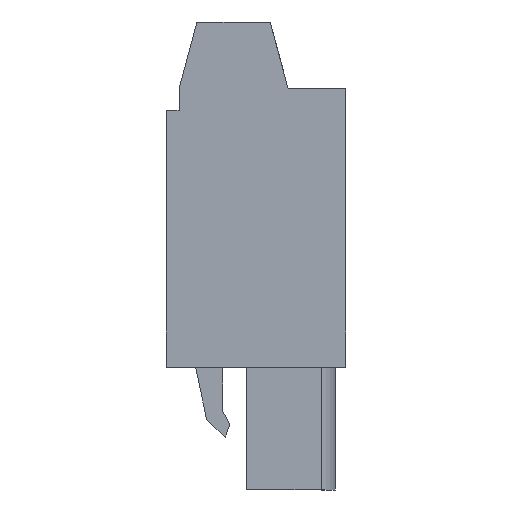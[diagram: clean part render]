
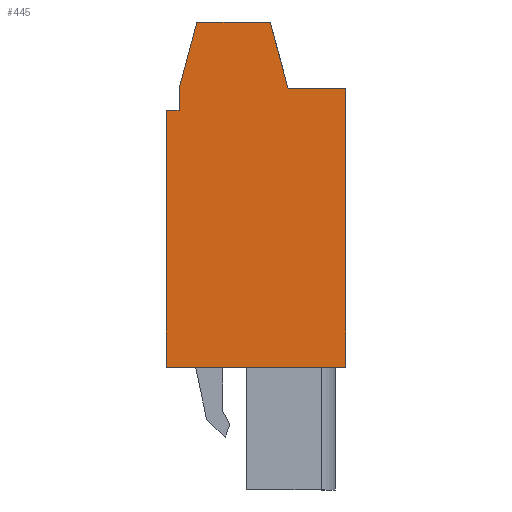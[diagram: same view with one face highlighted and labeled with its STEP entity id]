
A CAD part, left-side view. The second image highlights one B-rep face of the part: STEP entity #445.
In plain terms, the highlighted planar face has unit normal (-1, 0, 0).
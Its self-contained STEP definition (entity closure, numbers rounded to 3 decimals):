
#385=AXIS2_PLACEMENT_3D('Plane Axis2P3D',#382,#383,#384) ;
#49=CARTESIAN_POINT('Vertex',(0.,12.2,25.8)) ;
#52=CARTESIAN_POINT('Line Origine',(0.,11.763,25.8)) ;
#56=CARTESIAN_POINT('Vertex',(0.,11.325,25.8)) ;
#129=CARTESIAN_POINT('Vertex',(0.,12.2,8.35)) ;
#132=CARTESIAN_POINT('Line Origine',(0.,12.2,17.075)) ;
#382=CARTESIAN_POINT('Axis2P3D Location',(0.,-0.45,0.)) ;
#387=CARTESIAN_POINT('Line Origine',(0.,6.1,8.35)) ;
#391=CARTESIAN_POINT('Vertex',(0.,0.,8.35)) ;
#394=CARTESIAN_POINT('Line Origine',(0.,0.,17.825)) ;
#398=CARTESIAN_POINT('Vertex',(0.,0.,27.3)) ;
#401=CARTESIAN_POINT('Line Origine',(0.,1.962,27.3)) ;
#405=CARTESIAN_POINT('Vertex',(0.,3.925,27.3)) ;
#408=CARTESIAN_POINT('Line Origine',(0.,4.528,29.55)) ;
#412=CARTESIAN_POINT('Vertex',(0.,5.131,31.8)) ;
#415=CARTESIAN_POINT('Line Origine',(0.,7.625,31.8)) ;
#419=CARTESIAN_POINT('Vertex',(0.,10.119,31.8)) ;
#422=CARTESIAN_POINT('Line Origine',(0.,10.722,29.55)) ;
#426=CARTESIAN_POINT('Vertex',(0.,11.325,27.3)) ;
#429=CARTESIAN_POINT('Line Origine',(0.,11.325,26.55)) ;
#53=DIRECTION('Vector Direction',(0.,1.,0.)) ;
#133=DIRECTION('Vector Direction',(0.,0.,-1.)) ;
#383=DIRECTION('Axis2P3D Direction',(-1.,0.,0.)) ;
#384=DIRECTION('Axis2P3D XDirection',(0.,0.,1.)) ;
#388=DIRECTION('Vector Direction',(0.,-1.,0.)) ;
#395=DIRECTION('Vector Direction',(0.,0.,1.)) ;
#402=DIRECTION('Vector Direction',(0.,1.,0.)) ;
#409=DIRECTION('Vector Direction',(0.,0.259,0.966)) ;
#416=DIRECTION('Vector Direction',(0.,1.,0.)) ;
#423=DIRECTION('Vector Direction',(0.,0.259,-0.966)) ;
#430=DIRECTION('Vector Direction',(0.,0.,-1.)) ;
#54=VECTOR('Line Direction',#53,1.) ;
#134=VECTOR('Line Direction',#133,1.) ;
#389=VECTOR('Line Direction',#388,1.) ;
#396=VECTOR('Line Direction',#395,1.) ;
#403=VECTOR('Line Direction',#402,1.) ;
#410=VECTOR('Line Direction',#409,1.) ;
#417=VECTOR('Line Direction',#416,1.) ;
#424=VECTOR('Line Direction',#423,1.) ;
#431=VECTOR('Line Direction',#430,1.) ;
#435=ORIENTED_EDGE('',*,*,#393,.T.) ;
#436=ORIENTED_EDGE('',*,*,#400,.T.) ;
#437=ORIENTED_EDGE('',*,*,#407,.T.) ;
#438=ORIENTED_EDGE('',*,*,#414,.T.) ;
#439=ORIENTED_EDGE('',*,*,#421,.T.) ;
#440=ORIENTED_EDGE('',*,*,#428,.T.) ;
#441=ORIENTED_EDGE('',*,*,#433,.T.) ;
#442=ORIENTED_EDGE('',*,*,#58,.T.) ;
#443=ORIENTED_EDGE('',*,*,#136,.T.) ;
#445=ADVANCED_FACE('HOUSING',(#444),#386,.T.) ;
#58=EDGE_CURVE('',#57,#50,#55,.T.) ;
#136=EDGE_CURVE('',#50,#130,#135,.T.) ;
#393=EDGE_CURVE('',#130,#392,#390,.T.) ;
#400=EDGE_CURVE('',#392,#399,#397,.T.) ;
#407=EDGE_CURVE('',#399,#406,#404,.T.) ;
#414=EDGE_CURVE('',#406,#413,#411,.T.) ;
#421=EDGE_CURVE('',#413,#420,#418,.T.) ;
#428=EDGE_CURVE('',#420,#427,#425,.T.) ;
#433=EDGE_CURVE('',#427,#57,#432,.T.) ;
#434=EDGE_LOOP('',(#435,#436,#437,#438,#439,#440,#441,#442,#443)) ;
#444=FACE_OUTER_BOUND('',#434,.T.) ;
#55=LINE('Line',#52,#54) ;
#135=LINE('Line',#132,#134) ;
#390=LINE('Line',#387,#389) ;
#397=LINE('Line',#394,#396) ;
#404=LINE('Line',#401,#403) ;
#411=LINE('Line',#408,#410) ;
#418=LINE('Line',#415,#417) ;
#425=LINE('Line',#422,#424) ;
#432=LINE('Line',#429,#431) ;
#386=PLANE('',#385) ;
#50=VERTEX_POINT('',#49) ;
#57=VERTEX_POINT('',#56) ;
#130=VERTEX_POINT('',#129) ;
#392=VERTEX_POINT('',#391) ;
#399=VERTEX_POINT('',#398) ;
#406=VERTEX_POINT('',#405) ;
#413=VERTEX_POINT('',#412) ;
#420=VERTEX_POINT('',#419) ;
#427=VERTEX_POINT('',#426) ;
